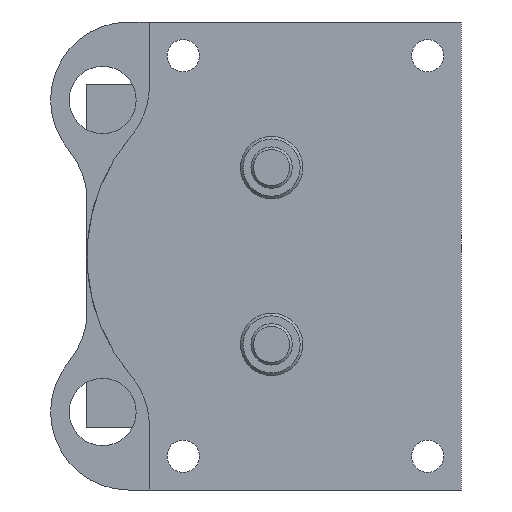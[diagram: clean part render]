
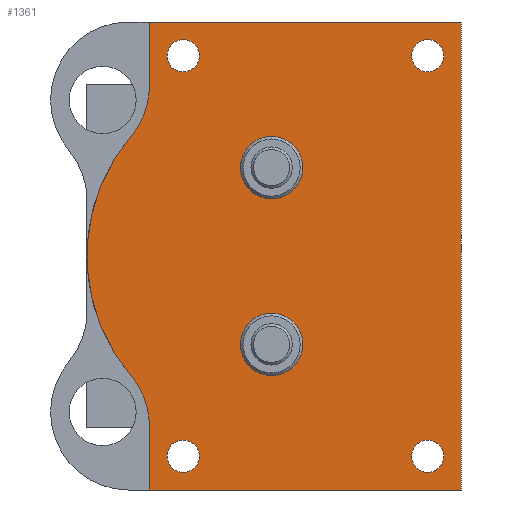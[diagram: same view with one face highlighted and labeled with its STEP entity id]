
A CAD part, left-side view. The second image highlights one B-rep face of the part: STEP entity #1361.
In plain terms, the highlighted planar face has unit normal (-1, 0, 0).
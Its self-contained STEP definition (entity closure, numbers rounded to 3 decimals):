
#140=CARTESIAN_POINT('',(0.0,3.4,38.5));
#141=VERTEX_POINT('',#140);
#142=CARTESIAN_POINT('',(0.0,6.5,38.5));
#143=DIRECTION('',(1.0,0.0,0.0));
#144=DIRECTION('',(0.0,1.0,0.0));
#145=AXIS2_PLACEMENT_3D('',#142,#143,#144);
#146=CIRCLE('',#145,3.1);
#147=EDGE_CURVE('',#141,#141,#146,.T.);
#179=CARTESIAN_POINT('',(0.0,56.6,38.5));
#180=VERTEX_POINT('',#179);
#181=CARTESIAN_POINT('',(0.0,53.5,38.5));
#182=DIRECTION('',(1.0,0.0,0.0));
#183=DIRECTION('',(0.0,-1.0,0.0));
#184=AXIS2_PLACEMENT_3D('',#181,#182,#183);
#185=CIRCLE('',#184,3.1);
#186=EDGE_CURVE('',#180,#180,#185,.T.);
#252=CARTESIAN_POINT('',(0.0,3.4,-38.5));
#253=VERTEX_POINT('',#252);
#254=CARTESIAN_POINT('',(0.0,6.5,-38.5));
#255=DIRECTION('',(1.0,0.0,0.0));
#256=DIRECTION('',(0.0,1.0,0.0));
#257=AXIS2_PLACEMENT_3D('',#254,#255,#256);
#258=CIRCLE('',#257,3.1);
#259=EDGE_CURVE('',#253,#253,#258,.T.);
#291=CARTESIAN_POINT('',(0.0,56.6,-38.5));
#292=VERTEX_POINT('',#291);
#293=CARTESIAN_POINT('',(0.0,53.5,-38.5));
#294=DIRECTION('',(1.0,0.0,0.0));
#295=DIRECTION('',(0.0,-1.0,0.0));
#296=AXIS2_PLACEMENT_3D('',#293,#294,#295);
#297=CIRCLE('',#296,3.1);
#298=EDGE_CURVE('',#292,#292,#297,.T.);
#613=CARTESIAN_POINT('',(0.0,36.5,23.));
#614=VERTEX_POINT('',#613);
#615=CARTESIAN_POINT('',(0.0,36.5,17.0));
#616=DIRECTION('',(1.0,0.0,0.0));
#617=DIRECTION('',(0.0,0.0,-1.0));
#618=AXIS2_PLACEMENT_3D('',#615,#616,#617);
#619=CIRCLE('',#618,6.);
#620=EDGE_CURVE('',#614,#614,#619,.T.);
#641=CARTESIAN_POINT('',(0.0,36.5,-11.0));
#642=VERTEX_POINT('',#641);
#643=CARTESIAN_POINT('',(0.0,36.5,-17.0));
#644=DIRECTION('',(1.0,0.0,0.0));
#645=DIRECTION('',(0.0,0.0,-1.0));
#646=AXIS2_PLACEMENT_3D('',#643,#644,#645);
#647=CIRCLE('',#646,6.);
#648=EDGE_CURVE('',#642,#642,#647,.T.);
#1123=CARTESIAN_POINT('',(0.0,60.0,45.0));
#1124=VERTEX_POINT('',#1123);
#1131=CARTESIAN_POINT('',(0.0,0.,45.0));
#1132=VERTEX_POINT('',#1131);
#1133=CARTESIAN_POINT('',(0.0,0.,45.0));
#1134=DIRECTION('',(0.0,1.0,0.0));
#1135=VECTOR('',#1134,60.);
#1136=LINE('',#1133,#1135);
#1137=EDGE_CURVE('',#1132,#1124,#1136,.T.);
#1165=CARTESIAN_POINT('',(0.0,60.0,32.68));
#1166=VERTEX_POINT('',#1165);
#1173=CARTESIAN_POINT('',(0.0,60.0,45.0));
#1174=DIRECTION('',(0.0,0.0,-1.0));
#1175=VECTOR('',#1174,12.32);
#1176=LINE('',#1173,#1175);
#1177=EDGE_CURVE('',#1124,#1166,#1176,.T.);
#1189=CARTESIAN_POINT('',(0.0,63.564,22.973));
#1190=VERTEX_POINT('',#1189);
#1197=CARTESIAN_POINT('',(0.0,75.,32.68));
#1198=DIRECTION('',(1.0,0.0,0.0));
#1199=DIRECTION('',(0.0,-1.0,0.0));
#1200=AXIS2_PLACEMENT_3D('',#1197,#1198,#1199);
#1201=CIRCLE('',#1200,15.);
#1202=EDGE_CURVE('',#1166,#1190,#1201,.T.);
#1215=CARTESIAN_POINT('',(0.0,63.564,-22.973));
#1216=VERTEX_POINT('',#1215);
#1223=CARTESIAN_POINT('',(0.0,36.5,0.0));
#1224=DIRECTION('',(-1.0,0.0,0.0));
#1225=DIRECTION('',(0.0,0.762,0.647));
#1226=AXIS2_PLACEMENT_3D('',#1223,#1224,#1225);
#1227=CIRCLE('',#1226,35.5);
#1228=EDGE_CURVE('',#1190,#1216,#1227,.T.);
#1240=CARTESIAN_POINT('',(0.0,60.0,-32.68));
#1241=VERTEX_POINT('',#1240);
#1248=CARTESIAN_POINT('',(0.0,75.0,-32.68));
#1249=DIRECTION('',(1.0,0.0,0.0));
#1250=DIRECTION('',(0.0,-0.762,0.647));
#1251=AXIS2_PLACEMENT_3D('',#1248,#1249,#1250);
#1252=CIRCLE('',#1251,15.0);
#1253=EDGE_CURVE('',#1216,#1241,#1252,.T.);
#1265=CARTESIAN_POINT('',(0.0,60.0,-45.0));
#1266=VERTEX_POINT('',#1265);
#1273=CARTESIAN_POINT('',(0.0,60.0,-32.68));
#1274=DIRECTION('',(0.0,0.0,-1.0));
#1275=VECTOR('',#1274,12.32);
#1276=LINE('',#1273,#1275);
#1277=EDGE_CURVE('',#1241,#1266,#1276,.T.);
#1288=CARTESIAN_POINT('',(0.0,0.,-45.0));
#1289=VERTEX_POINT('',#1288);
#1296=CARTESIAN_POINT('',(0.0,60.0,-45.0));
#1297=DIRECTION('',(0.0,-1.0,0.0));
#1298=VECTOR('',#1297,60.);
#1299=LINE('',#1296,#1298);
#1300=EDGE_CURVE('',#1266,#1289,#1299,.T.);
#1317=CARTESIAN_POINT('',(0.0,0.,-45.0));
#1318=DIRECTION('',(0.0,0.0,1.0));
#1319=VECTOR('',#1318,90.0);
#1320=LINE('',#1317,#1319);
#1321=EDGE_CURVE('',#1289,#1132,#1320,.T.);
#1328=CARTESIAN_POINT('',(0.0,0.,45.0));
#1329=DIRECTION('',(-1.0,0.0,0.0));
#1330=DIRECTION('',(0.0,0.0,1.0));
#1331=AXIS2_PLACEMENT_3D('',#1328,#1329,#1330);
#1332=PLANE('',#1331);
#1333=ORIENTED_EDGE('',*,*,#1321,.T.);
#1334=ORIENTED_EDGE('',*,*,#1137,.T.);
#1335=ORIENTED_EDGE('',*,*,#1177,.T.);
#1336=ORIENTED_EDGE('',*,*,#1202,.T.);
#1337=ORIENTED_EDGE('',*,*,#1228,.T.);
#1338=ORIENTED_EDGE('',*,*,#1253,.T.);
#1339=ORIENTED_EDGE('',*,*,#1277,.T.);
#1340=ORIENTED_EDGE('',*,*,#1300,.T.);
#1341=EDGE_LOOP('',(#1333,#1334,#1335,#1336,#1337,#1338,#1339,#1340));
#1342=FACE_OUTER_BOUND('',#1341,.T.);
#1343=ORIENTED_EDGE('',*,*,#620,.T.);
#1344=EDGE_LOOP('',(#1343));
#1345=FACE_BOUND('',#1344,.T.);
#1346=ORIENTED_EDGE('',*,*,#298,.T.);
#1347=EDGE_LOOP('',(#1346));
#1348=FACE_BOUND('',#1347,.T.);
#1349=ORIENTED_EDGE('',*,*,#259,.T.);
#1350=EDGE_LOOP('',(#1349));
#1351=FACE_BOUND('',#1350,.T.);
#1352=ORIENTED_EDGE('',*,*,#186,.T.);
#1353=EDGE_LOOP('',(#1352));
#1354=FACE_BOUND('',#1353,.T.);
#1355=ORIENTED_EDGE('',*,*,#147,.T.);
#1356=EDGE_LOOP('',(#1355));
#1357=FACE_BOUND('',#1356,.T.);
#1358=ORIENTED_EDGE('',*,*,#648,.T.);
#1359=EDGE_LOOP('',(#1358));
#1360=FACE_BOUND('',#1359,.T.);
#1361=ADVANCED_FACE('',(#1342,#1345,#1348,#1351,#1354,#1357,#1360),#1332,.T.);
